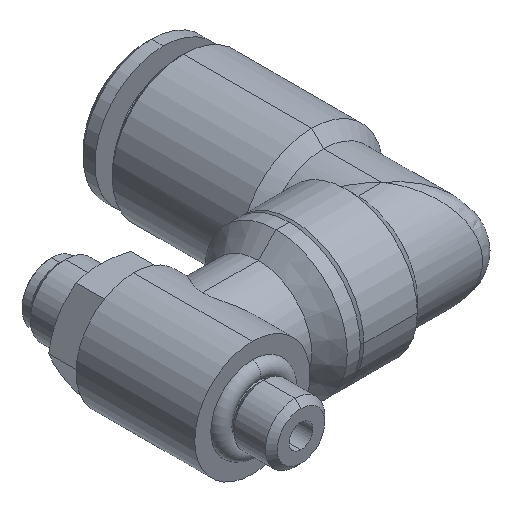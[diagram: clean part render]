
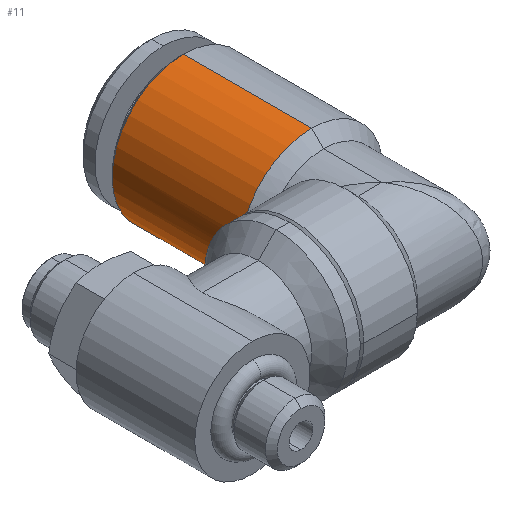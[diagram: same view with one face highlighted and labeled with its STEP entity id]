
A CAD part, isometric view. The second image highlights one B-rep face of the part: STEP entity #11.
In plain terms, the highlighted cylindrical face has radius 6 mm (diameter 12 mm), a partial arc.
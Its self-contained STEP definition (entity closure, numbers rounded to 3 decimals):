
#11 = ADVANCED_FACE ( 'NONE', ( #1414 ), #1411, .T. ) ;
#45 = ORIENTED_EDGE ( 'NONE', *, *, #483, .F. ) ;
#123 = ORIENTED_EDGE ( 'NONE', *, *, #1334, .F. ) ;
#127 = ORIENTED_EDGE ( 'NONE', *, *, #976, .T. ) ;
#128 = EDGE_LOOP ( 'NONE', ( #1481, #138, #162, #123, #1479, #127, #45 ) ) ;
#138 = ORIENTED_EDGE ( 'NONE', *, *, #1338, .T. ) ;
#162 = ORIENTED_EDGE ( 'NONE', *, *, #503, .T. ) ;
#465 = EDGE_CURVE ( 'NONE', #563, #561, #2115, .T. ) ;
#483 = EDGE_CURVE ( 'NONE', #561, #553, #2078, .T. ) ;
#498 = VERTEX_POINT ( 'NONE', #2291 ) ;
#499 = VERTEX_POINT ( 'NONE', #2245 ) ;
#503 = EDGE_CURVE ( 'NONE', #499, #498, #2234, .T. ) ;
#553 = VERTEX_POINT ( 'NONE', #2320 ) ;
#561 = VERTEX_POINT ( 'NONE', #2343 ) ;
#563 = VERTEX_POINT ( 'NONE', #2342 ) ;
#945 = EDGE_CURVE ( 'NONE', #946, #977, #3212, .T. ) ;
#946 = VERTEX_POINT ( 'NONE', #3211 ) ;
#976 = EDGE_CURVE ( 'NONE', #977, #553, #3141, .T. ) ;
#977 = VERTEX_POINT ( 'NONE', #3143 ) ;
#1334 = EDGE_CURVE ( 'NONE', #946, #498, #3640, .T. ) ;
#1338 = EDGE_CURVE ( 'NONE', #563, #499, #3635, .T. ) ;
#1381 = DIRECTION ( 'NONE',  ( 0., 0., -1. ) ) ;
#1382 = DIRECTION ( 'NONE',  ( 0., -1., 0. ) ) ;
#1411 = CYLINDRICAL_SURFACE ( 'NONE', #1413, 6. ) ;
#1412 = CARTESIAN_POINT ( 'NONE',  ( 16.9, 6.65, 0. ) ) ;
#1413 = AXIS2_PLACEMENT_3D ( 'NONE', #1412, #1382, #1381 ) ;
#1414 = FACE_OUTER_BOUND ( 'NONE', #128, .T. ) ;
#1479 = ORIENTED_EDGE ( 'NONE', *, *, #945, .T. ) ;
#1481 = ORIENTED_EDGE ( 'NONE', *, *, #465, .F. ) ;
#2078 = CIRCLE ( 'NONE', #2137, 6. ) ;
#2112 = DIRECTION ( 'NONE',  ( 0., -1., 0. ) ) ;
#2113 = VECTOR ( 'NONE', #2112, 1000. ) ;
#2114 = CARTESIAN_POINT ( 'NONE',  ( 16.9, 6.65, 6. ) ) ;
#2115 = LINE ( 'NONE', #2114, #2113 ) ;
#2134 = DIRECTION ( 'NONE',  ( 0., 0., -1. ) ) ;
#2135 = DIRECTION ( 'NONE',  ( 0., -1., 0. ) ) ;
#2136 = CARTESIAN_POINT ( 'NONE',  ( 16.9, 16., 0. ) ) ;
#2137 = AXIS2_PLACEMENT_3D ( 'NONE', #2136, #2135, #2134 ) ;
#2193 = DIRECTION ( 'NONE',  ( 0., -1., 0. ) ) ;
#2194 = VECTOR ( 'NONE', #2193, 1000. ) ;
#2234 = LINE ( 'NONE', #2251, #2194 ) ;
#2245 = CARTESIAN_POINT ( 'NONE',  ( 16.9, 26.8, -6. ) ) ;
#2251 = CARTESIAN_POINT ( 'NONE',  ( 16.9, 6.65, -6. ) ) ;
#2291 = CARTESIAN_POINT ( 'NONE',  ( 16.9, 16., -6. ) ) ;
#2320 = CARTESIAN_POINT ( 'NONE',  ( 11., 16., 1.091 ) ) ;
#2342 = CARTESIAN_POINT ( 'NONE',  ( 16.9, 26.8, 6. ) ) ;
#2343 = CARTESIAN_POINT ( 'NONE',  ( 16.9, 16., 6. ) ) ;
#3137 = CARTESIAN_POINT ( 'NONE',  ( 11., 16., 1.091 ) ) ;
#3138 = CARTESIAN_POINT ( 'NONE',  ( 10.933, 16.067, 0.731 ) ) ;
#3139 = CARTESIAN_POINT ( 'NONE',  ( 10.9, 16.1, 0.366 ) ) ;
#3140 = CARTESIAN_POINT ( 'NONE',  ( 10.9, 16.1, 0. ) ) ;
#3141 =( BOUNDED_CURVE ( )  B_SPLINE_CURVE ( 3, ( #3140, #3139, #3138, #3137 ),
 .UNSPECIFIED., .F., .T. ) 
 B_SPLINE_CURVE_WITH_KNOTS ( ( 4, 4 ),
 ( 0., 0.183 ),
 .UNSPECIFIED. ) 
 CURVE ( )  GEOMETRIC_REPRESENTATION_ITEM ( )  RATIONAL_B_SPLINE_CURVE ( ( 1., 0.997, 0.997, 1. ) ) 
 REPRESENTATION_ITEM ( '' )  );
#3143 = CARTESIAN_POINT ( 'NONE',  ( 10.9, 16.1, 0. ) ) ;
#3204 = CARTESIAN_POINT ( 'NONE',  ( 10.9, 16.1, 0. ) ) ;
#3205 = CARTESIAN_POINT ( 'NONE',  ( 10.9, 16.1, -0.366 ) ) ;
#3206 = CARTESIAN_POINT ( 'NONE',  ( 10.933, 16.067, -0.731 ) ) ;
#3207 = CARTESIAN_POINT ( 'NONE',  ( 11., 16., -1.091 ) ) ;
#3211 = CARTESIAN_POINT ( 'NONE',  ( 11., 16., -1.091 ) ) ;
#3212 =( BOUNDED_CURVE ( )  B_SPLINE_CURVE ( 3, ( #3207, #3206, #3205, #3204 ),
 .UNSPECIFIED., .F., .T. ) 
 B_SPLINE_CURVE_WITH_KNOTS ( ( 4, 4 ),
 ( 6.1, 6.283 ),
 .UNSPECIFIED. ) 
 CURVE ( )  GEOMETRIC_REPRESENTATION_ITEM ( )  RATIONAL_B_SPLINE_CURVE ( ( 1., 0.997, 0.997, 1. ) ) 
 REPRESENTATION_ITEM ( '' )  );
#3631 = DIRECTION ( 'NONE',  ( 0., 0., -1. ) ) ;
#3632 = DIRECTION ( 'NONE',  ( 0., -1., 0. ) ) ;
#3633 = CARTESIAN_POINT ( 'NONE',  ( 16.9, 26.8, 0. ) ) ;
#3634 = AXIS2_PLACEMENT_3D ( 'NONE', #3633, #3632, #3631 ) ;
#3635 = CIRCLE ( 'NONE', #3634, 6. ) ;
#3636 = DIRECTION ( 'NONE',  ( 0., 0., -1. ) ) ;
#3637 = DIRECTION ( 'NONE',  ( 0., -1., 0. ) ) ;
#3638 = CARTESIAN_POINT ( 'NONE',  ( 16.9, 16., 0. ) ) ;
#3639 = AXIS2_PLACEMENT_3D ( 'NONE', #3638, #3637, #3636 ) ;
#3640 = CIRCLE ( 'NONE', #3639, 6. ) ;
